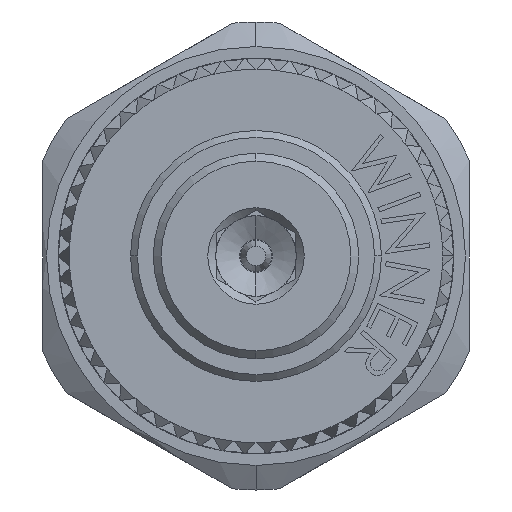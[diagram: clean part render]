
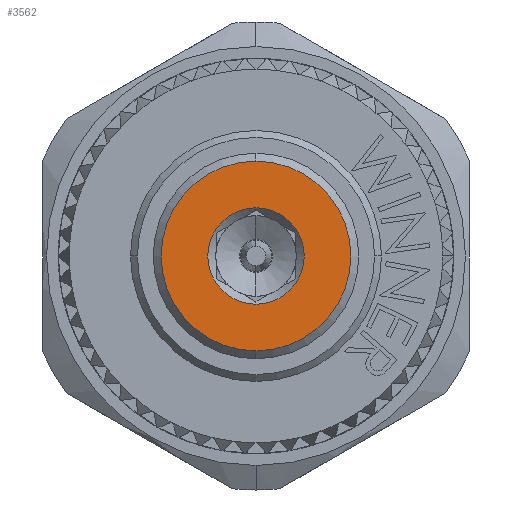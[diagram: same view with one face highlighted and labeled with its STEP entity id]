
A CAD part, left-side view. The second image highlights one B-rep face of the part: STEP entity #3562.
In plain terms, the highlighted planar face has unit normal (-1, 0, 0).
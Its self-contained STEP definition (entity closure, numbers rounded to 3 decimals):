
#65 = AXIS2_PLACEMENT_3D ( 'NONE', #30085, #30086, #30087 ) ;
#282 = AXIS2_PLACEMENT_3D ( 'NONE', #30082, #30083, #30084 ) ;
#925 = AXIS2_PLACEMENT_3D ( 'NONE', #8601, #8602, #8603 ) ;
#926 = AXIS2_PLACEMENT_3D ( 'NONE', #8551, #8552, #8553 ) ;
#1764 = EDGE_CURVE ( 'NONE', #24418, #24417, #5114, .T. ) ;
#1778 = EDGE_CURVE ( 'NONE', #24431, #24424, #5133, .T. ) ;
#3562 = ADVANCED_FACE ( 'NONE', ( #16336, #16342 ), #21378, .F. ) ;
#5114 = CIRCLE ( 'NONE', #926, 3.05 ) ;
#5133 = CIRCLE ( 'NONE', #925, 6. ) ;
#8551 = CARTESIAN_POINT ( 'NONE',  ( -122.14, 0., 0. ) ) ;
#8552 = DIRECTION ( 'NONE',  ( 1., 0., 0. ) ) ;
#8553 = DIRECTION ( 'NONE',  ( 0., 0., -1. ) ) ;
#8601 = CARTESIAN_POINT ( 'NONE',  ( -122.14, 0., 0. ) ) ;
#8602 = DIRECTION ( 'NONE',  ( -1., 0., 0. ) ) ;
#8603 = DIRECTION ( 'NONE',  ( 0., 0., -1. ) ) ;
#16336 = FACE_BOUND ( 'NONE', #39926, .T. ) ;
#16342 = FACE_OUTER_BOUND ( 'NONE', #39912, .T. ) ;
#18201 = ORIENTED_EDGE ( 'NONE', *, *, #1778, .T. ) ;
#18202 = ORIENTED_EDGE ( 'NONE', *, *, #36610, .T. ) ;
#18203 = ORIENTED_EDGE ( 'NONE', *, *, #36609, .T. ) ;
#18204 = ORIENTED_EDGE ( 'NONE', *, *, #1764, .T. ) ;
#19610 = AXIS2_PLACEMENT_3D ( 'NONE', #21375, #21380, #21381 ) ;
#21375 = CARTESIAN_POINT ( 'NONE',  ( -122.14, 6.5, 0. ) ) ;
#21378 = PLANE ( 'NONE',  #19610 ) ;
#21380 = DIRECTION ( 'NONE',  ( 1., 0., 0. ) ) ;
#21381 = DIRECTION ( 'NONE',  ( 0., 0., -1. ) ) ;
#21602 = CARTESIAN_POINT ( 'NONE',  ( -122.14, 0., -3.05 ) ) ;
#21603 = CARTESIAN_POINT ( 'NONE',  ( -122.14, 0., 3.05 ) ) ;
#21609 = CARTESIAN_POINT ( 'NONE',  ( -122.14, 0., -6. ) ) ;
#21616 = CARTESIAN_POINT ( 'NONE',  ( -122.14, 0., 6. ) ) ;
#24417 = VERTEX_POINT ( 'NONE', #21602 ) ;
#24418 = VERTEX_POINT ( 'NONE', #21603 ) ;
#24424 = VERTEX_POINT ( 'NONE', #21609 ) ;
#24431 = VERTEX_POINT ( 'NONE', #21616 ) ;
#30082 = CARTESIAN_POINT ( 'NONE',  ( -122.14, 0., 0. ) ) ;
#30083 = DIRECTION ( 'NONE',  ( 1., 0., 0. ) ) ;
#30084 = DIRECTION ( 'NONE',  ( 0., 0., -1. ) ) ;
#30085 = CARTESIAN_POINT ( 'NONE',  ( -122.14, 0., 0. ) ) ;
#30086 = DIRECTION ( 'NONE',  ( -1., 0., 0. ) ) ;
#30087 = DIRECTION ( 'NONE',  ( 0., 0., -1. ) ) ;
#30426 = CIRCLE ( 'NONE', #282, 3.05 ) ;
#30428 = CIRCLE ( 'NONE', #65, 6. ) ;
#36609 = EDGE_CURVE ( 'NONE', #24417, #24418, #30426, .T. ) ;
#36610 = EDGE_CURVE ( 'NONE', #24424, #24431, #30428, .T. ) ;
#39912 = EDGE_LOOP ( 'NONE', ( #18202, #18201 ) ) ;
#39926 = EDGE_LOOP ( 'NONE', ( #18204, #18203 ) ) ;
